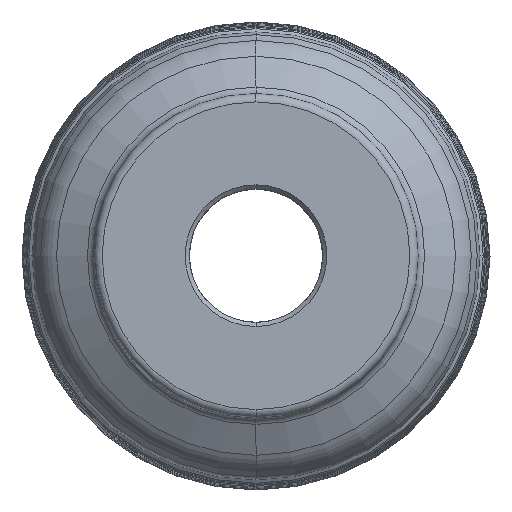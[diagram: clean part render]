
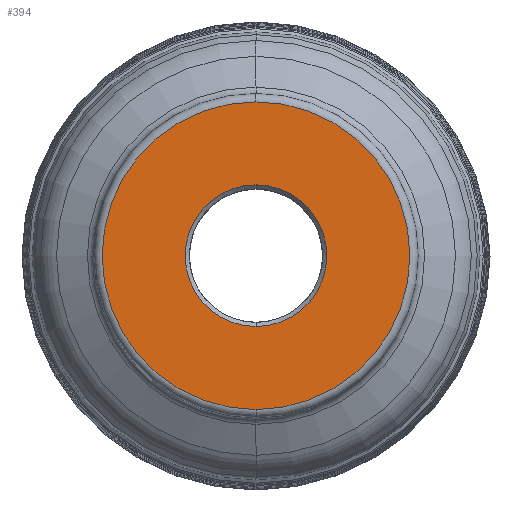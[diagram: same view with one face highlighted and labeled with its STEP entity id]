
A CAD part, top view. The second image highlights one B-rep face of the part: STEP entity #394.
In plain terms, the highlighted planar face has unit normal (0, 0, 1).
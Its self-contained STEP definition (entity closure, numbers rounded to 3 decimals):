
#60=PLANE('',#4071);
#70=FACE_BOUND('',#916,.T.);
#71=FACE_BOUND('',#917,.T.);
#394=ADVANCED_FACE('',(#70,#71),#60,.F.);
#916=EDGE_LOOP('',(#1706,#1707,#1708,#1709));
#917=EDGE_LOOP('',(#1710,#1711));
#1706=ORIENTED_EDGE('',*,*,#2526,.T.);
#1707=ORIENTED_EDGE('',*,*,#2527,.T.);
#1708=ORIENTED_EDGE('',*,*,#2528,.F.);
#1709=ORIENTED_EDGE('',*,*,#2529,.F.);
#1710=ORIENTED_EDGE('',*,*,#2525,.T.);
#1711=ORIENTED_EDGE('',*,*,#2523,.T.);
#2086=VERTEX_POINT('',#7625);
#2087=VERTEX_POINT('',#7627);
#2088=VERTEX_POINT('',#7633);
#2089=VERTEX_POINT('',#7634);
#2090=VERTEX_POINT('',#7636);
#2091=VERTEX_POINT('',#7638);
#2523=EDGE_CURVE('',#2087,#2086,#3060,.T.);
#2525=EDGE_CURVE('',#2086,#2087,#3061,.T.);
#2526=EDGE_CURVE('',#2088,#2089,#3062,.T.);
#2527=EDGE_CURVE('',#2089,#2090,#3063,.T.);
#2528=EDGE_CURVE('',#2091,#2090,#3064,.T.);
#2529=EDGE_CURVE('',#2088,#2091,#3065,.T.);
#3060=CIRCLE('',#4063,17.035);
#3061=CIRCLE('',#4065,17.035);
#3062=CIRCLE('',#4067,37.);
#3063=CIRCLE('',#4068,37.);
#3064=CIRCLE('',#4069,37.);
#3065=CIRCLE('',#4070,37.);
#4063=AXIS2_PLACEMENT_3D('',#7626,#5100,#5101);
#4065=AXIS2_PLACEMENT_3D('',#7630,#5105,#5106);
#4067=AXIS2_PLACEMENT_3D('',#7632,#5109,#5110);
#4068=AXIS2_PLACEMENT_3D('',#7635,#5111,#5112);
#4069=AXIS2_PLACEMENT_3D('',#7637,#5113,#5114);
#4070=AXIS2_PLACEMENT_3D('',#7639,#5115,#5116);
#4071=AXIS2_PLACEMENT_3D('',#7640,#5117,#5118);
#5100=DIRECTION('',(0.,0.,-1.));
#5101=DIRECTION('',(0.,-1.,0.));
#5105=DIRECTION('',(0.,0.,-1.));
#5106=DIRECTION('',(0.,1.,0.));
#5109=DIRECTION('',(0.,0.,1.));
#5110=DIRECTION('',(0.,1.,0.));
#5111=DIRECTION('',(0.,0.,1.));
#5112=DIRECTION('',(0.,-1.,0.));
#5113=DIRECTION('',(0.,0.,-1.));
#5114=DIRECTION('',(0.,-1.,0.));
#5115=DIRECTION('',(0.,0.,-1.));
#5116=DIRECTION('',(0.,1.,0.));
#5117=DIRECTION('',(0.,0.,-1.));
#5118=DIRECTION('',(0.,1.,0.));
#7625=CARTESIAN_POINT('',(0.,17.035,0.));
#7626=CARTESIAN_POINT('',(0.,0.,0.));
#7627=CARTESIAN_POINT('',(0.,-17.035,0.));
#7630=CARTESIAN_POINT('',(0.,0.,0.));
#7632=CARTESIAN_POINT('',(0.,0.,0.));
#7633=CARTESIAN_POINT('',(-0.015,37.,0.));
#7634=CARTESIAN_POINT('',(0.,-37.,0.));
#7635=CARTESIAN_POINT('',(0.,0.,0.));
#7636=CARTESIAN_POINT('',(0.015,-37.,0.));
#7637=CARTESIAN_POINT('',(0.,0.,0.));
#7638=CARTESIAN_POINT('',(0.,37.,0.));
#7639=CARTESIAN_POINT('',(0.,0.,0.));
#7640=CARTESIAN_POINT('',(0.,0.,0.));
